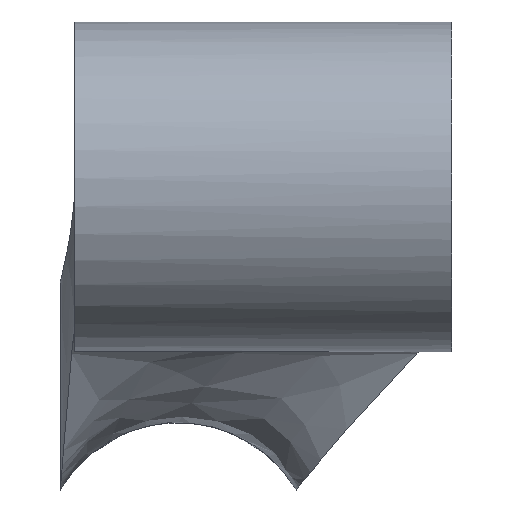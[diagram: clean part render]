
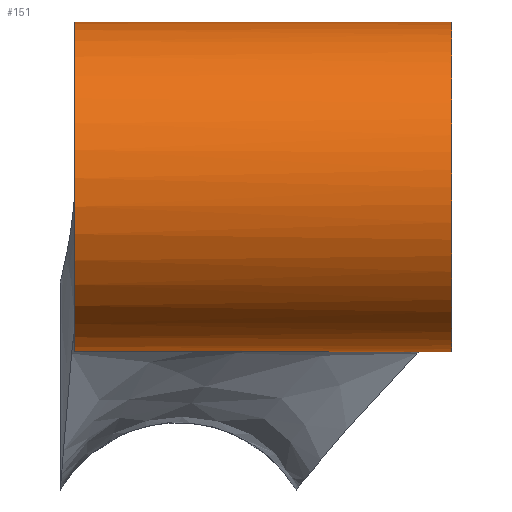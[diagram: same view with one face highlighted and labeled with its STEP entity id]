
A CAD part, front view. The second image highlights one B-rep face of the part: STEP entity #151.
In plain terms, the highlighted cylindrical face has radius 17.5 mm (diameter 35 mm), a partial arc.
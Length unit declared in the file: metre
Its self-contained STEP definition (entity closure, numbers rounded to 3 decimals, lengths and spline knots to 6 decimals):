
#151 = ADVANCED_FACE( '', ( #314 ), #315, .T. );
#314 = FACE_OUTER_BOUND( '', #1503, .T. );
#315 = CYLINDRICAL_SURFACE( '', #1504, 0.0175 );
#1503 = EDGE_LOOP( '', ( #1873, #1874, #1875, #1876 ) );
#1504 = AXIS2_PLACEMENT_3D( '', #1877, #1878, #1879 );
#1873 = ORIENTED_EDGE( '', *, *, #2093, .F. );
#1874 = ORIENTED_EDGE( '', *, *, #2071, .T. );
#1875 = ORIENTED_EDGE( '', *, *, #2094, .T. );
#1876 = ORIENTED_EDGE( '', *, *, #2095, .T. );
#1877 = CARTESIAN_POINT( '', ( 0.010321, -0.045, 0.0245 ) );
#1878 = DIRECTION( '', ( 1., 0., 0. ) );
#1879 = DIRECTION( '', ( 0., 0., 1. ) );
#2071 = EDGE_CURVE( '', #2166, #2218, #2296, .T. );
#2093 = EDGE_CURVE( '', #2166, #2169, #2324, .T. );
#2094 = EDGE_CURVE( '', #2218, #2220, #2325, .T. );
#2095 = EDGE_CURVE( '', #2220, #2169, #2326, .T. );
#2166 = VERTEX_POINT( '', #2420 );
#2169 = VERTEX_POINT( '', #2465 );
#2218 = VERTEX_POINT( '', #2568 );
#2220 = VERTEX_POINT( '', #2602 );
#2296 = B_SPLINE_CURVE_WITH_KNOTS( '', 3, ( #2832, #2833, #2834, #2835 ), .UNSPECIFIED., .F., .F., ( 4, 4 ), ( 0., 1. ), .UNSPECIFIED. );
#2324 = CIRCLE( '', #2868, 0.0175 );
#2325 = B_SPLINE_CURVE_WITH_KNOTS( '', 3, ( #2869, #2870, #2871, #2872, #2873, #2874, #2875, #2876, #2877, #2878, #2879, #2880, #2881, #2882, #2883, #2884, #2885, #2886, #2887, #2888, #2889, #2890, #2891, #2892, #2893, #2894, #2895, #2896, #2897, #2898, #2899, #2900, #2901, #2902 ), .UNSPECIFIED., .F., .F., ( 4, 2, 2, 2, 2, 2, 2, 2, 2, 2, 2, 2, 2, 2, 2, 2, 4 ), ( 0.430526, 0.481743, 0.53296, 0.584177, 0.635394, 0.686611, 0.737828, 0.789045, 0.840261, 0.891478, 0.942695, 0.993912, 1.045129, 1.096346, 1.147563, 1.19878, 1.249996 ), .UNSPECIFIED. );
#2326 = B_SPLINE_CURVE_WITH_KNOTS( '', 3, ( #2903, #2904, #2905, #2906 ), .UNSPECIFIED., .F., .F., ( 4, 4 ), ( 0., 1. ), .UNSPECIFIED. );
#2420 = CARTESIAN_POINT( '', ( -0.011, -0.037604, 0.00864 ) );
#2465 = CARTESIAN_POINT( '', ( -0.011, -0.0275, 0.0245 ) );
#2568 = CARTESIAN_POINT( '', ( 0.029, -0.037601, 0.008641 ) );
#2602 = CARTESIAN_POINT( '', ( 0.029, -0.0275, 0.0245 ) );
#2832 = CARTESIAN_POINT( '', ( -0.011, -0.037604, 0.00864 ) );
#2833 = CARTESIAN_POINT( '', ( 0.002333, -0.037604, 0.00864 ) );
#2834 = CARTESIAN_POINT( '', ( 0.015667, -0.037604, 0.00864 ) );
#2835 = CARTESIAN_POINT( '', ( 0.029, -0.037604, 0.00864 ) );
#2868 = AXIS2_PLACEMENT_3D( '', #3053, #3054, #3055 );
#2869 = CARTESIAN_POINT( '', ( 0.029, -0.037601, 0.008641 ) );
#2870 = CARTESIAN_POINT( '', ( 0.029, -0.039302, 0.007847 ) );
#2871 = CARTESIAN_POINT( '', ( 0.029, -0.041132, 0.00733 ) );
#2872 = CARTESIAN_POINT( '', ( 0.029, -0.044862, 0.0069 ) );
#2873 = CARTESIAN_POINT( '', ( 0.029, -0.046761, 0.006988 ) );
#2874 = CARTESIAN_POINT( '', ( 0.029, -0.050435, 0.00776 ) );
#2875 = CARTESIAN_POINT( '', ( 0.029, -0.05221, 0.008444 ) );
#2876 = CARTESIAN_POINT( '', ( 0.029, -0.055451, 0.010338 ) );
#2877 = CARTESIAN_POINT( '', ( 0.029, -0.056918, 0.011548 ) );
#2878 = CARTESIAN_POINT( '', ( 0.029, -0.059393, 0.014371 ) );
#2879 = CARTESIAN_POINT( '', ( 0.029, -0.060402, 0.015983 ) );
#2880 = CARTESIAN_POINT( '', ( 0.029, -0.061858, 0.019443 ) );
#2881 = CARTESIAN_POINT( '', ( 0.029, -0.062305, 0.021291 ) );
#2882 = CARTESIAN_POINT( '', ( 0.029, -0.062592, 0.025035 ) );
#2883 = CARTESIAN_POINT( '', ( 0.029, -0.062432, 0.026929 ) );
#2884 = CARTESIAN_POINT( '', ( 0.029, -0.06152, 0.030571 ) );
#2885 = CARTESIAN_POINT( '', ( 0.029, -0.060769, 0.032318 ) );
#2886 = CARTESIAN_POINT( '', ( 0.029, -0.058752, 0.035485 ) );
#2887 = CARTESIAN_POINT( '', ( 0.029, -0.057487, 0.036904 ) );
#2888 = CARTESIAN_POINT( '', ( 0.029, -0.054572, 0.03927 ) );
#2889 = CARTESIAN_POINT( '', ( 0.029, -0.052923, 0.040216 ) );
#2890 = CARTESIAN_POINT( '', ( 0.029, -0.049409, 0.041539 ) );
#2891 = CARTESIAN_POINT( '', ( 0.029, -0.047545, 0.041915 ) );
#2892 = CARTESIAN_POINT( '', ( 0.029, -0.043793, 0.042059 ) );
#2893 = CARTESIAN_POINT( '', ( 0.029, -0.041906, 0.041826 ) );
#2894 = CARTESIAN_POINT( '', ( 0.029, -0.038302, 0.040776 ) );
#2895 = CARTESIAN_POINT( '', ( 0.029, -0.036585, 0.039958 ) );
#2896 = CARTESIAN_POINT( '', ( 0.029, -0.033498, 0.037822 ) );
#2897 = CARTESIAN_POINT( '', ( 0.029, -0.032128, 0.036503 ) );
#2898 = CARTESIAN_POINT( '', ( 0.029, -0.029875, 0.0335 ) );
#2899 = CARTESIAN_POINT( '', ( 0.029, -0.028992, 0.031816 ) );
#2900 = CARTESIAN_POINT( '', ( 0.029, -0.027805, 0.028254 ) );
#2901 = CARTESIAN_POINT( '', ( 0.029, -0.0275, 0.026378 ) );
#2902 = CARTESIAN_POINT( '', ( 0.029, -0.0275, 0.0245 ) );
#2903 = CARTESIAN_POINT( '', ( 0.029, -0.0275, 0.0245 ) );
#2904 = CARTESIAN_POINT( '', ( 0.015667, -0.0275, 0.0245 ) );
#2905 = CARTESIAN_POINT( '', ( 0.002333, -0.0275, 0.0245 ) );
#2906 = CARTESIAN_POINT( '', ( -0.011, -0.0275, 0.0245 ) );
#3053 = CARTESIAN_POINT( '', ( -0.011, -0.045, 0.0245 ) );
#3054 = DIRECTION( '', ( -1., 0., 0. ) );
#3055 = DIRECTION( '', ( 0., 0., 1. ) );
